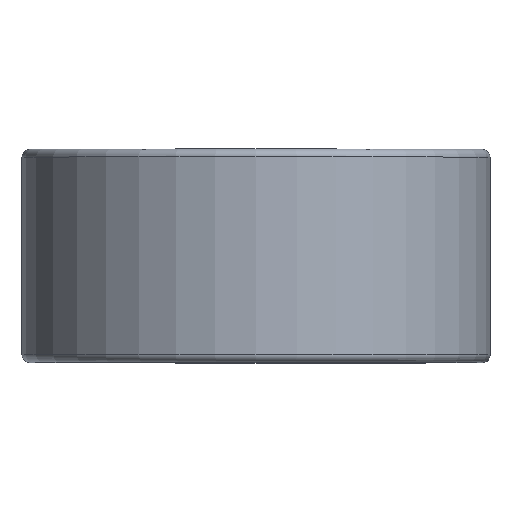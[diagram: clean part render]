
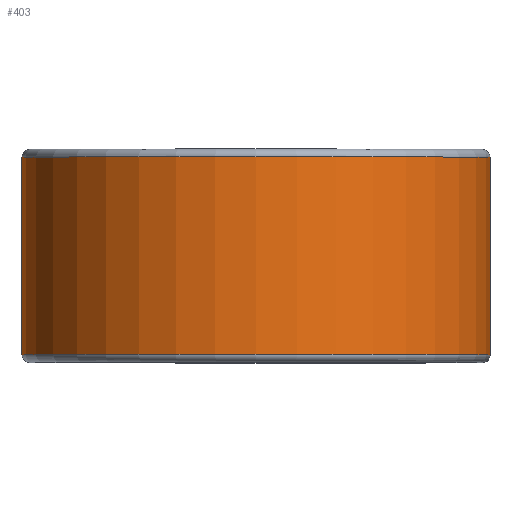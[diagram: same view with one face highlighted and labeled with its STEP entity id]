
A CAD part, top view. The second image highlights one B-rep face of the part: STEP entity #403.
In plain terms, the highlighted cylindrical face has radius 22.644 mm (diameter 45.288 mm), a partial arc.
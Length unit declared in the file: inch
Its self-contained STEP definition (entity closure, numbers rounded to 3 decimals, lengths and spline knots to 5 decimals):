
#3 = DIRECTION ( 'NONE',  ( 0., 0., -1. ) ) ;
#104 = DIRECTION ( 'NONE',  ( 0., 0., -1. ) ) ;
#194 = CARTESIAN_POINT ( 'NONE',  ( 0., 0.37625, -0.8915 ) ) ;
#199 = EDGE_CURVE ( 'NONE', #1715, #518, #857, .T. ) ;
#316 = CIRCLE ( 'NONE', #2133, 0.8915 ) ;
#317 = VERTEX_POINT ( 'NONE', #194 ) ;
#366 = CARTESIAN_POINT ( 'NONE',  ( 0.8915, -0.37625, 0. ) ) ;
#403 = ADVANCED_FACE ( 'NONE', ( #1770 ), #1716, .T. ) ;
#405 = AXIS2_PLACEMENT_3D ( 'NONE', #1510, #1519, #1540 ) ;
#435 = CARTESIAN_POINT ( 'NONE',  ( 0.8915, 0.37625, 0. ) ) ;
#465 = ORIENTED_EDGE ( 'NONE', *, *, #2041, .F. ) ;
#479 = VERTEX_POINT ( 'NONE', #1055 ) ;
#518 = VERTEX_POINT ( 'NONE', #1232 ) ;
#532 = EDGE_CURVE ( 'NONE', #1715, #479, #1483, .T. ) ;
#546 = ORIENTED_EDGE ( 'NONE', *, *, #199, .T. ) ;
#762 = ORIENTED_EDGE ( 'NONE', *, *, #981, .T. ) ;
#786 = LINE ( 'NONE', #1950, #1601 ) ;
#857 = LINE ( 'NONE', #435, #1626 ) ;
#981 = EDGE_CURVE ( 'NONE', #518, #317, #316, .T. ) ;
#1055 = CARTESIAN_POINT ( 'NONE',  ( 0., -0.37625, -0.8915 ) ) ;
#1232 = CARTESIAN_POINT ( 'NONE',  ( 0.8915, 0.37625, 0. ) ) ;
#1273 = DIRECTION ( 'NONE',  ( 0., -1., 0. ) ) ;
#1328 = AXIS2_PLACEMENT_3D ( 'NONE', #2298, #1577, #3 ) ;
#1350 = DIRECTION ( 'NONE',  ( 0., 1., 0. ) ) ;
#1483 = CIRCLE ( 'NONE', #405, 0.8915 ) ;
#1510 = CARTESIAN_POINT ( 'NONE',  ( 0., -0.37625, 0. ) ) ;
#1519 = DIRECTION ( 'NONE',  ( 0., -1., 0. ) ) ;
#1540 = DIRECTION ( 'NONE',  ( 0., 0., -1. ) ) ;
#1577 = DIRECTION ( 'NONE',  ( 0., -1., 0. ) ) ;
#1601 = VECTOR ( 'NONE', #2368, 39.37008 ) ;
#1626 = VECTOR ( 'NONE', #1350, 39.37008 ) ;
#1715 = VERTEX_POINT ( 'NONE', #366 ) ;
#1716 = CYLINDRICAL_SURFACE ( 'NONE', #1328, 0.8915 ) ;
#1770 = FACE_OUTER_BOUND ( 'NONE', #2357, .T. ) ;
#1950 = CARTESIAN_POINT ( 'NONE',  ( 0., 0.37625, -0.8915 ) ) ;
#2041 = EDGE_CURVE ( 'NONE', #479, #317, #786, .T. ) ;
#2133 = AXIS2_PLACEMENT_3D ( 'NONE', #2370, #1273, #104 ) ;
#2187 = ORIENTED_EDGE ( 'NONE', *, *, #532, .F. ) ;
#2298 = CARTESIAN_POINT ( 'NONE',  ( 0., 0.375, 0. ) ) ;
#2357 = EDGE_LOOP ( 'NONE', ( #546, #762, #465, #2187 ) ) ;
#2368 = DIRECTION ( 'NONE',  ( 0., 1., 0. ) ) ;
#2370 = CARTESIAN_POINT ( 'NONE',  ( 0., 0.37625, 0. ) ) ;
